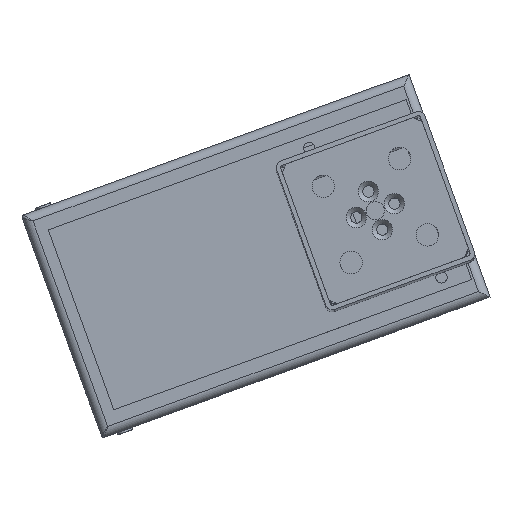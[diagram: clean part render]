
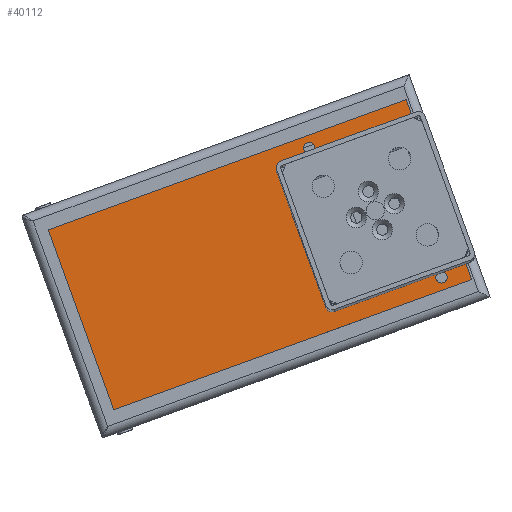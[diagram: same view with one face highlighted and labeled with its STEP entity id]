
A CAD part, top view. The second image highlights one B-rep face of the part: STEP entity #40112.
In plain terms, the highlighted face is planar.
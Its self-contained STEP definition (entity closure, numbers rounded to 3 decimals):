
#12591 = AXIS2_PLACEMENT_3D ( 'NONE', #17158, #17159, #17160 ) ;
#13029 = AXIS2_PLACEMENT_3D ( 'NONE', #27100, #27101, #27102 ) ;
#13031 = AXIS2_PLACEMENT_3D ( 'NONE', #27088, #27095, #27096 ) ;
#13032 = AXIS2_PLACEMENT_3D ( 'NONE', #27097, #27098, #27099 ) ;
#13035 = AXIS2_PLACEMENT_3D ( 'NONE', #27094, #27106, #27107 ) ;
#13104 = AXIS2_PLACEMENT_3D ( 'NONE', #30300, #30327, #30329 ) ;
#13108 = AXIS2_PLACEMENT_3D ( 'NONE', #30268, #30303, #30304 ) ;
#15687 = FACE_BOUND ( 'NONE', #47617, .T. ) ;
#15689 = FACE_BOUND ( 'NONE', #45052, .T. ) ;
#15691 = FACE_OUTER_BOUND ( 'NONE', #47621, .T. ) ;
#15693 = FACE_BOUND ( 'NONE', #47623, .T. ) ;
#17157 = PLANE ( 'NONE',  #12591 ) ;
#17158 = CARTESIAN_POINT ( 'NONE',  ( 139., 7., -42.5 ) ) ;
#17159 = DIRECTION ( 'NONE',  ( 0., -1., 0. ) ) ;
#17160 = DIRECTION ( 'NONE',  ( 0., 0., -1. ) ) ;
#25032 = LINE ( 'NONE', #26991, #25043 ) ;
#25043 = VECTOR ( 'NONE', #26999, 1000. ) ;
#25085 = LINE ( 'NONE', #27021, #25098 ) ;
#25098 = VECTOR ( 'NONE', #27029, 1000. ) ;
#25139 = LINE ( 'NONE', #27056, #25150 ) ;
#25150 = VECTOR ( 'NONE', #27059, 1000. ) ;
#25184 = LINE ( 'NONE', #27081, #25190 ) ;
#25190 = VECTOR ( 'NONE', #27089, 1000. ) ;
#25196 = CIRCLE ( 'NONE', #13031, 3. ) ;
#25197 = CIRCLE ( 'NONE', #13032, 3. ) ;
#25198 = CIRCLE ( 'NONE', #13029, 3. ) ;
#25201 = CIRCLE ( 'NONE', #13035, 3. ) ;
#26991 = CARTESIAN_POINT ( 'NONE',  ( 25., 7., -22. ) ) ;
#26999 = DIRECTION ( 'NONE',  ( 0., 0., -1. ) ) ;
#27021 = CARTESIAN_POINT ( 'NONE',  ( -22., 7., -25. ) ) ;
#27029 = DIRECTION ( 'NONE',  ( -1., 0., 0. ) ) ;
#27056 = CARTESIAN_POINT ( 'NONE',  ( -25., 7., 22. ) ) ;
#27059 = DIRECTION ( 'NONE',  ( 0., 0., 1. ) ) ;
#27081 = CARTESIAN_POINT ( 'NONE',  ( 22., 7., 25. ) ) ;
#27088 = CARTESIAN_POINT ( 'NONE',  ( -22., 7., 22. ) ) ;
#27089 = DIRECTION ( 'NONE',  ( 1., 0., 0. ) ) ;
#27094 = CARTESIAN_POINT ( 'NONE',  ( 22., 7., 22. ) ) ;
#27095 = DIRECTION ( 'NONE',  ( 0., 1., 0. ) ) ;
#27096 = DIRECTION ( 'NONE',  ( 0., 0., 1. ) ) ;
#27097 = CARTESIAN_POINT ( 'NONE',  ( 22., 7., -22. ) ) ;
#27098 = DIRECTION ( 'NONE',  ( 0., 1., 0. ) ) ;
#27099 = DIRECTION ( 'NONE',  ( 0., 0., 1. ) ) ;
#27100 = CARTESIAN_POINT ( 'NONE',  ( -22., 7., -22. ) ) ;
#27101 = DIRECTION ( 'NONE',  ( 0., 1., 0. ) ) ;
#27102 = DIRECTION ( 'NONE',  ( 0., 0., 1. ) ) ;
#27106 = DIRECTION ( 'NONE',  ( 0., 1., 0. ) ) ;
#27107 = DIRECTION ( 'NONE',  ( 0., 0., 1. ) ) ;
#28025 = CARTESIAN_POINT ( 'NONE',  ( 25., 7., 22. ) ) ;
#28027 = CARTESIAN_POINT ( 'NONE',  ( 25., 7., -22. ) ) ;
#28047 = CARTESIAN_POINT ( 'NONE',  ( 22., 7., -25. ) ) ;
#28048 = CARTESIAN_POINT ( 'NONE',  ( -22., 7., -25. ) ) ;
#28068 = CARTESIAN_POINT ( 'NONE',  ( -25., 7., -22. ) ) ;
#28070 = CARTESIAN_POINT ( 'NONE',  ( -25., 7., 22. ) ) ;
#28089 = CARTESIAN_POINT ( 'NONE',  ( -22., 7., 25. ) ) ;
#28091 = CARTESIAN_POINT ( 'NONE',  ( 22., 7., 25. ) ) ;
#28264 = CARTESIAN_POINT ( 'NONE',  ( 139., 7., -42.5 ) ) ;
#28266 = CARTESIAN_POINT ( 'NONE',  ( -30., 7., -42.5 ) ) ;
#28267 = CARTESIAN_POINT ( 'NONE',  ( -30., 7., 42.5 ) ) ;
#28269 = CARTESIAN_POINT ( 'NONE',  ( 139., 7., 42.5 ) ) ;
#30268 = CARTESIAN_POINT ( 'NONE',  ( 17.75, 7., 37. ) ) ;
#30300 = CARTESIAN_POINT ( 'NONE',  ( -17.75, 7., -37. ) ) ;
#30303 = DIRECTION ( 'NONE',  ( 0., -1., 0. ) ) ;
#30304 = DIRECTION ( 'NONE',  ( 0., 0., -1. ) ) ;
#30312 = CARTESIAN_POINT ( 'NONE',  ( -30., 7., 42.5 ) ) ;
#30314 = DIRECTION ( 'NONE',  ( 1., 0., 0. ) ) ;
#30316 = CARTESIAN_POINT ( 'NONE',  ( -30., 7., -42.5 ) ) ;
#30319 = DIRECTION ( 'NONE',  ( -1., 0., 0. ) ) ;
#30321 = CARTESIAN_POINT ( 'NONE',  ( -30., 7., -42.5 ) ) ;
#30323 = DIRECTION ( 'NONE',  ( 0., 0., 1. ) ) ;
#30327 = DIRECTION ( 'NONE',  ( 0., -1., 0. ) ) ;
#30329 = DIRECTION ( 'NONE',  ( 0., 0., -1. ) ) ;
#30331 = CARTESIAN_POINT ( 'NONE',  ( 139., 7., -42.5 ) ) ;
#30333 = DIRECTION ( 'NONE',  ( 0., 0., -1. ) ) ;
#31809 = LINE ( 'NONE', #30312, #31839 ) ;
#31820 = VECTOR ( 'NONE', #30319, 1000. ) ;
#31837 = LINE ( 'NONE', #30331, #31846 ) ;
#31838 = CIRCLE ( 'NONE', #13108, 2.5 ) ;
#31839 = VECTOR ( 'NONE', #30314, 1000. ) ;
#31841 = LINE ( 'NONE', #30316, #31820 ) ;
#31843 = LINE ( 'NONE', #30321, #31844 ) ;
#31844 = VECTOR ( 'NONE', #30323, 1000. ) ;
#31846 = VECTOR ( 'NONE', #30333, 1000. ) ;
#31847 = CIRCLE ( 'NONE', #13104, 2.5 ) ;
#36316 = VERTEX_POINT ( 'NONE', #36317 ) ;
#36317 = CARTESIAN_POINT ( 'NONE',  ( 17.75, 7., 34.5 ) ) ;
#36320 = VERTEX_POINT ( 'NONE', #36321 ) ;
#36321 = CARTESIAN_POINT ( 'NONE',  ( -17.75, 7., -39.5 ) ) ;
#40112 = ADVANCED_FACE ( 'NONE', ( #15689, #15687, #15691, #15693 ), #17157, .F. ) ;
#42754 = EDGE_CURVE ( 'NONE', #46172, #46173, #25032, .T. ) ;
#42768 = EDGE_CURVE ( 'NONE', #46184, #46185, #25085, .T. ) ;
#42782 = EDGE_CURVE ( 'NONE', #46196, #46197, #25139, .T. ) ;
#42796 = EDGE_CURVE ( 'NONE', #46208, #46209, #25184, .T. ) ;
#42799 = EDGE_CURVE ( 'NONE', #46197, #46208, #25196, .T. ) ;
#42800 = EDGE_CURVE ( 'NONE', #46173, #46184, #25197, .T. ) ;
#42801 = EDGE_CURVE ( 'NONE', #46185, #46196, #25198, .T. ) ;
#42803 = EDGE_CURVE ( 'NONE', #46209, #46172, #25201, .T. ) ;
#45052 = EDGE_LOOP ( 'NONE', ( #45945 ) ) ;
#45945 = ORIENTED_EDGE ( 'NONE', *, *, #46609, .T. ) ;
#45946 = ORIENTED_EDGE ( 'NONE', *, *, #46604, .T. ) ;
#45947 = ORIENTED_EDGE ( 'NONE', *, *, #46607, .T. ) ;
#45948 = ORIENTED_EDGE ( 'NONE', *, *, #46608, .T. ) ;
#45949 = ORIENTED_EDGE ( 'NONE', *, *, #46606, .T. ) ;
#45950 = ORIENTED_EDGE ( 'NONE', *, *, #46610, .T. ) ;
#45951 = ORIENTED_EDGE ( 'NONE', *, *, #42801, .F. ) ;
#45952 = ORIENTED_EDGE ( 'NONE', *, *, #42768, .F. ) ;
#45953 = ORIENTED_EDGE ( 'NONE', *, *, #42800, .F. ) ;
#45954 = ORIENTED_EDGE ( 'NONE', *, *, #42754, .F. ) ;
#45955 = ORIENTED_EDGE ( 'NONE', *, *, #42803, .F. ) ;
#45956 = ORIENTED_EDGE ( 'NONE', *, *, #42796, .F. ) ;
#45957 = ORIENTED_EDGE ( 'NONE', *, *, #42799, .F. ) ;
#45958 = ORIENTED_EDGE ( 'NONE', *, *, #42782, .F. ) ;
#46172 = VERTEX_POINT ( 'NONE', #28025 ) ;
#46173 = VERTEX_POINT ( 'NONE', #28027 ) ;
#46184 = VERTEX_POINT ( 'NONE', #28047 ) ;
#46185 = VERTEX_POINT ( 'NONE', #28048 ) ;
#46196 = VERTEX_POINT ( 'NONE', #28068 ) ;
#46197 = VERTEX_POINT ( 'NONE', #28070 ) ;
#46208 = VERTEX_POINT ( 'NONE', #28089 ) ;
#46209 = VERTEX_POINT ( 'NONE', #28091 ) ;
#46308 = VERTEX_POINT ( 'NONE', #28264 ) ;
#46309 = VERTEX_POINT ( 'NONE', #28266 ) ;
#46310 = VERTEX_POINT ( 'NONE', #28267 ) ;
#46311 = VERTEX_POINT ( 'NONE', #28269 ) ;
#46604 = EDGE_CURVE ( 'NONE', #36316, #36316, #31838, .T. ) ;
#46606 = EDGE_CURVE ( 'NONE', #46310, #46311, #31809, .T. ) ;
#46607 = EDGE_CURVE ( 'NONE', #46308, #46309, #31841, .T. ) ;
#46608 = EDGE_CURVE ( 'NONE', #46309, #46310, #31843, .T. ) ;
#46609 = EDGE_CURVE ( 'NONE', #36320, #36320, #31847, .T. ) ;
#46610 = EDGE_CURVE ( 'NONE', #46311, #46308, #31837, .T. ) ;
#47617 = EDGE_LOOP ( 'NONE', ( #45946 ) ) ;
#47621 = EDGE_LOOP ( 'NONE', ( #45947, #45948, #45949, #45950 ) ) ;
#47623 = EDGE_LOOP ( 'NONE', ( #45951, #45952, #45953, #45954, #45955, #45956, #45957, #45958 ) ) ;
